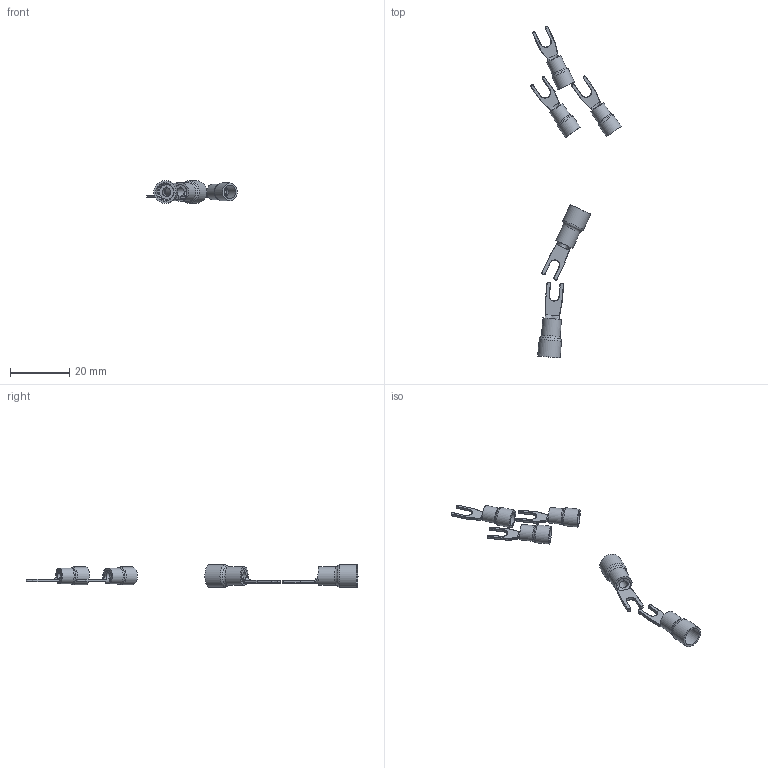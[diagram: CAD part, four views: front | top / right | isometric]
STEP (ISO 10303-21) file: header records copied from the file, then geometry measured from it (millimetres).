
FILE_DESCRIPTION(('FreeCAD Model'),'2;1');
FILE_NAME('Open CASCADE Shape Model','2026-01-29T13:38:02',(''),(''), 'Open CASCADE STEP processor 7.7','FreeCAD','Unknown');
FILE_SCHEMA(('AUTOMOTIVE_DESIGN { 1 0 10303 214 1 1 1 1 }'));
Length unit declared in the file: millimetre
Products named in the file (16): uVerter; Spade Terminal026; Spade Terminal024; Spade Terminal025; Spade Terminal002; Spade Terminal; Spade Terminal001; Spade Terminal005; Spade Terminal003; Spade Terminal004; Spade Terminal020; Spade Terminal018; Spade Terminal019; Spade Terminal023; Spade Terminal021; Spade Terminal022
Assembly tree (15 placements, depth 3):
  uVerter
    Spade Terminal026
      Spade Terminal024
      Spade Terminal025
    Spade Terminal002
      Spade Terminal
      Spade Terminal001
    Spade Terminal005
      Spade Terminal003
      Spade Terminal004
    Spade Terminal020
      Spade Terminal018
      Spade Terminal019
    Spade Terminal023
      Spade Terminal021
      Spade Terminal022
Bounding box: 30.66 x 112.45 x 7.6 mm (x, y, z)
Volume: 952.5 mm3; surface area: 3400.8 mm2
Topology: 7 solids, 10 shells, 250 faces, 563 edges, 330 vertices
Faces by surface type: cylinder 105, plane 75, torus 45, bspline 20, cone 5
Full cylindrical faces by diameter (mm): 3.9 x3, 4.7 x3, 4.9 x2, 5.3 x3, 6.1 x3, 6.2 x2, 6.3 x2, 7.6 x2
Entity records: 15742 total; most frequent: CARTESIAN_POINT 10033, DIRECTION 1129, ORIENTED_EDGE 1120, EDGE_CURVE 563, AXIS2_PLACEMENT_3D 446, VERTEX_POINT 330, FACE_BOUND 260, EDGE_LOOP 260
